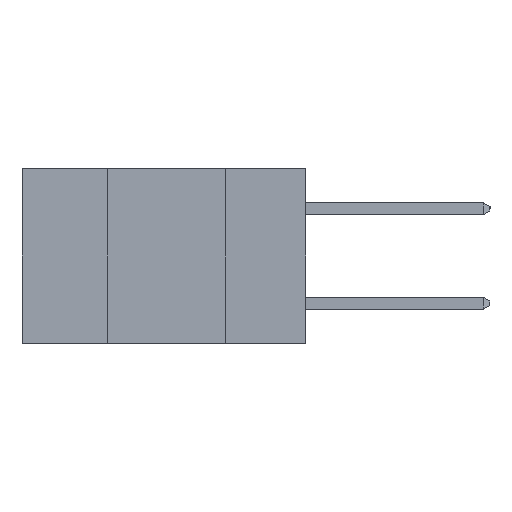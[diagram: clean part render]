
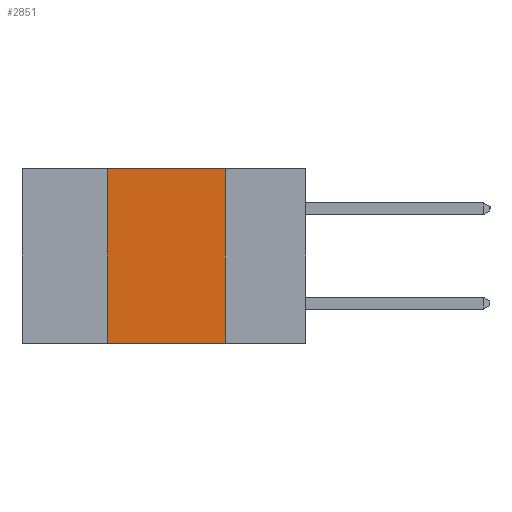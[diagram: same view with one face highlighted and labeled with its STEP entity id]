
A CAD part, left-side view. The second image highlights one B-rep face of the part: STEP entity #2851.
In plain terms, the highlighted planar face has unit normal (-1, 0, 0).
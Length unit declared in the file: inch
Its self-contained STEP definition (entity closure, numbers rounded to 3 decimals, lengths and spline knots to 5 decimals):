
#627 = CARTESIAN_POINT ( 'NONE',  ( 0., 0.42, -0.37 ) ) ;
#693 = LINE ( 'NONE', #6501, #4792 ) ;
#763 = CARTESIAN_POINT ( 'NONE',  ( 0., 0.17, 0. ) ) ;
#883 = EDGE_CURVE ( 'NONE', #4721, #8286, #693, .T. ) ;
#1139 = DIRECTION ( 'NONE',  ( 0., -1., 0. ) ) ;
#1433 = LINE ( 'NONE', #5255, #9165 ) ;
#1753 = CARTESIAN_POINT ( 'NONE',  ( 0., 0.17, -0.37 ) ) ;
#1825 = CARTESIAN_POINT ( 'NONE',  ( 0., 0.42, 0. ) ) ;
#2121 = ORIENTED_EDGE ( 'NONE', *, *, #4450, .T. ) ;
#2269 = CARTESIAN_POINT ( 'NONE',  ( 0., 0.6, 0. ) ) ;
#2433 = DIRECTION ( 'NONE',  ( 0., 0., -1. ) ) ;
#2851 = ADVANCED_FACE ( 'NONE', ( #6955 ), #10737, .F. ) ;
#2988 = ORIENTED_EDGE ( 'NONE', *, *, #883, .F. ) ;
#3505 = DIRECTION ( 'NONE',  ( 0., -1., 0. ) ) ;
#3762 = VECTOR ( 'NONE', #1139, 39.37008 ) ;
#3964 = LINE ( 'NONE', #7946, #3762 ) ;
#4450 = EDGE_CURVE ( 'NONE', #8606, #9527, #3964, .T. ) ;
#4721 = VERTEX_POINT ( 'NONE', #1825 ) ;
#4792 = VECTOR ( 'NONE', #3505, 39.37008 ) ;
#5083 = EDGE_CURVE ( 'NONE', #8286, #9527, #1433, .T. ) ;
#5255 = CARTESIAN_POINT ( 'NONE',  ( 0., 0.17, -0.37 ) ) ;
#5359 = CARTESIAN_POINT ( 'NONE',  ( 0., 0.42, -0.37 ) ) ;
#5982 = EDGE_CURVE ( 'NONE', #8606, #4721, #12056, .T. ) ;
#6080 = DIRECTION ( 'NONE',  ( 1., 0., 0. ) ) ;
#6501 = CARTESIAN_POINT ( 'NONE',  ( 0., 0.6, 0. ) ) ;
#6955 = FACE_OUTER_BOUND ( 'NONE', #8215, .T. ) ;
#7118 = AXIS2_PLACEMENT_3D ( 'NONE', #2269, #6080, #9863 ) ;
#7946 = CARTESIAN_POINT ( 'NONE',  ( 0., 0.6, -0.37 ) ) ;
#8201 = ORIENTED_EDGE ( 'NONE', *, *, #5083, .F. ) ;
#8215 = EDGE_LOOP ( 'NONE', ( #8201, #2988, #8464, #2121 ) ) ;
#8286 = VERTEX_POINT ( 'NONE', #763 ) ;
#8464 = ORIENTED_EDGE ( 'NONE', *, *, #5982, .F. ) ;
#8606 = VERTEX_POINT ( 'NONE', #627 ) ;
#9165 = VECTOR ( 'NONE', #2433, 39.37008 ) ;
#9262 = DIRECTION ( 'NONE',  ( 0., 0., 1. ) ) ;
#9381 = VECTOR ( 'NONE', #9262, 39.37008 ) ;
#9527 = VERTEX_POINT ( 'NONE', #1753 ) ;
#9863 = DIRECTION ( 'NONE',  ( 0., 0., -1. ) ) ;
#10737 = PLANE ( 'NONE',  #7118 ) ;
#12056 = LINE ( 'NONE', #5359, #9381 ) ;
